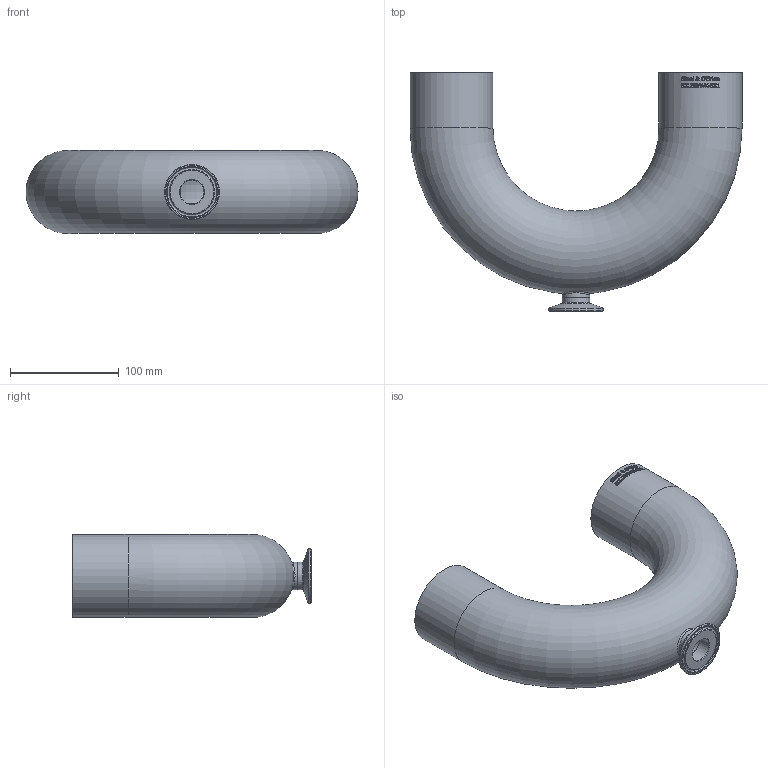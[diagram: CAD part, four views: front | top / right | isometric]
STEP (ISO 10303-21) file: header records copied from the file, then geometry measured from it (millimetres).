
FILE_DESCRIPTION(/* description */ (''),/* implementation_level */ '2;1');
FILE_NAME(/* name */ 'S2UBWWK-3X1.stp',/* time_stamp */ '2018-11-26T16:17:55-05:00',/* author */ ('rick'),/* organization */ (''),/* preprocessor_version */ 'ST-DEVELOPER v15.2',/* originating_system */ 'Autodesk Inventor 2014',/* authorisation */ '');
FILE_SCHEMA (('AUTOMOTIVE_DESIGN { 1 0 10303 214 3 1 1 }'));
Length unit declared in the file: inch
Products named in the file (1): S2UBWWK-3X1
Bounding box: 304.8 x 219.07 x 76.2 mm (x, y, z)
Volume: 186380.8 mm3; surface area: 221581.3 mm2
Topology: 1 solids, 1 shells, 431 faces, 1162 edges, 771 vertices
Faces by surface type: bspline 189, plane 184, cylinder 44, torus 11, cone 3
Full cylindrical faces by diameter (mm): 22.098 x2, 25.4 x2, 50.394 x1, 72.898 x2, 76.2 x2
Entity records: 16957 total; most frequent: CARTESIAN_POINT 7245, ORIENTED_EDGE 2260, DIRECTION 1498, EDGE_CURVE 1130, VERTEX_POINT 763, AXIS2_PLACEMENT_3D 504, EDGE_LOOP 497, LINE 490
